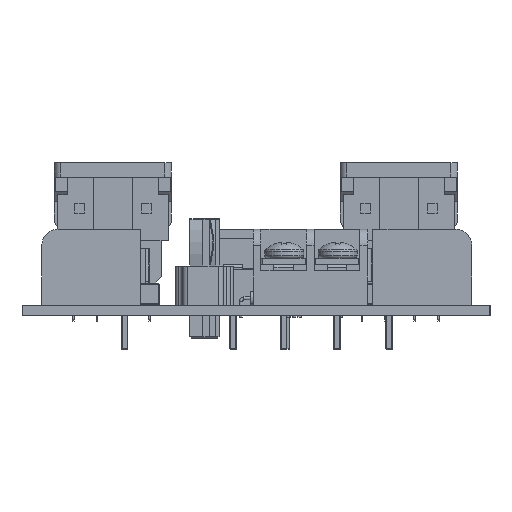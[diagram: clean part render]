
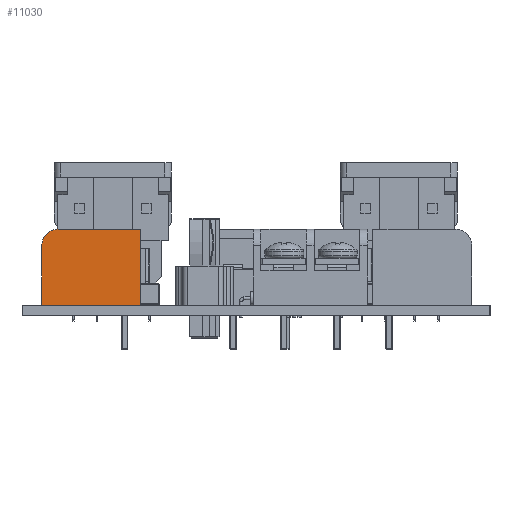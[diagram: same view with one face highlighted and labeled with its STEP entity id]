
A CAD part, left-side view. The second image highlights one B-rep face of the part: STEP entity #11030.
In plain terms, the highlighted face is planar.
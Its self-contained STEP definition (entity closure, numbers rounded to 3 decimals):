
#718=PLANE('',#12000);
#1259=FACE_OUTER_BOUND('',#1943,.T.);
#1943=EDGE_LOOP('',(#9724,#9725,#9726,#9727,#9728));
#2852=LINE('',#19931,#3991);
#2989=LINE('',#20209,#4128);
#3008=LINE('',#20251,#4147);
#3010=LINE('',#20254,#4149);
#3991=VECTOR('',#14375,10.);
#4128=VECTOR('',#14594,10.);
#4147=VECTOR('',#14643,10.);
#4149=VECTOR('',#14647,10.);
#4570=CIRCLE('',#11982,2.5);
#5372=VERTEX_POINT('',#19929);
#5373=VERTEX_POINT('',#19930);
#5472=VERTEX_POINT('',#20204);
#5473=VERTEX_POINT('',#20208);
#5481=VERTEX_POINT('',#20250);
#6754=EDGE_CURVE('',#5372,#5373,#2852,.T.);
#6893=EDGE_CURVE('',#5372,#5472,#4570,.T.);
#6895=EDGE_CURVE('',#5473,#5373,#2989,.T.);
#6916=EDGE_CURVE('',#5473,#5481,#3008,.T.);
#6918=EDGE_CURVE('',#5481,#5472,#3010,.T.);
#9724=ORIENTED_EDGE('',*,*,#6916,.T.);
#9725=ORIENTED_EDGE('',*,*,#6918,.T.);
#9726=ORIENTED_EDGE('',*,*,#6893,.F.);
#9727=ORIENTED_EDGE('',*,*,#6754,.T.);
#9728=ORIENTED_EDGE('',*,*,#6895,.F.);
#11030=ADVANCED_FACE('',(#1259),#718,.T.);
#11982=AXIS2_PLACEMENT_3D('',#20205,#14589,#14590);
#12000=AXIS2_PLACEMENT_3D('',#20255,#14648,#14649);
#14375=DIRECTION('',(0.,0.,-1.));
#14589=DIRECTION('center_axis',(-1.,0.,0.));
#14590=DIRECTION('ref_axis',(0.,-0.707,0.707));
#14594=DIRECTION('',(0.,-1.,0.));
#14643=DIRECTION('',(0.,0.,1.));
#14647=DIRECTION('',(0.,-1.,0.));
#14648=DIRECTION('center_axis',(1.,0.,0.));
#14649=DIRECTION('ref_axis',(0.,1.,0.));
#19929=CARTESIAN_POINT('',(8.874,-8.326,9.15));
#19930=CARTESIAN_POINT('',(8.874,-8.326,-1.));
#19931=CARTESIAN_POINT('',(8.874,-8.326,5.325));
#20204=CARTESIAN_POINT('',(8.874,-5.826,11.65));
#20205=CARTESIAN_POINT('Origin',(8.874,-5.826,9.15));
#20208=CARTESIAN_POINT('',(8.874,6.924,-1.));
#20209=CARTESIAN_POINT('',(8.874,-0.701,-1.));
#20250=CARTESIAN_POINT('',(8.874,6.924,11.65));
#20251=CARTESIAN_POINT('',(8.874,6.924,5.325));
#20254=CARTESIAN_POINT('',(8.874,-0.701,11.65));
#20255=CARTESIAN_POINT('Origin',(8.874,-0.701,5.325));
